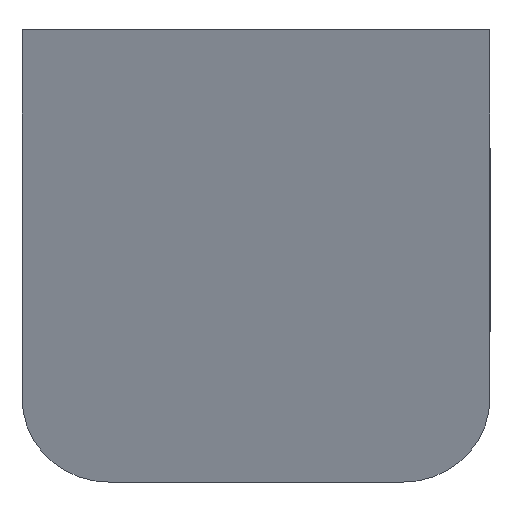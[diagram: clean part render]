
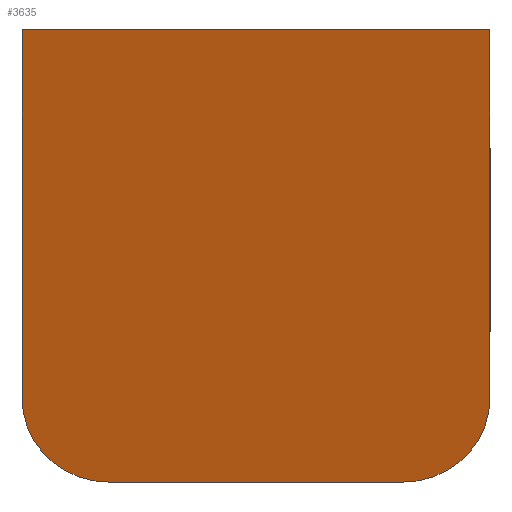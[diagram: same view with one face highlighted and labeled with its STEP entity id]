
A CAD part, front view. The second image highlights one B-rep face of the part: STEP entity #3635.
In plain terms, the highlighted planar face has unit normal (0, -0.961, -0.276).
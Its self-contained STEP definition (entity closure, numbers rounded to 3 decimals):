
#383=CIRCLE('',#3924,10.);
#385=CIRCLE('',#3928,10.);
#576=FACE_OUTER_BOUND('',#825,.T.);
#825=EDGE_LOOP('',(#2630,#2631,#2632,#2633,#2634,#2635));
#1127=LINE('',#5760,#1377);
#1130=LINE('',#5766,#1380);
#1131=LINE('',#5768,#1381);
#1132=LINE('',#5770,#1382);
#1377=VECTOR('',#4519,10.);
#1380=VECTOR('',#4524,10.);
#1381=VECTOR('',#4525,10.);
#1382=VECTOR('',#4526,10.);
#1722=VERTEX_POINT('',#5750);
#1723=VERTEX_POINT('',#5751);
#1726=VERTEX_POINT('',#5759);
#1728=VERTEX_POINT('',#5765);
#1729=VERTEX_POINT('',#5767);
#1730=VERTEX_POINT('',#5769);
#2074=EDGE_CURVE('',#1722,#1723,#383,.T.);
#2078=EDGE_CURVE('',#1723,#1726,#1127,.T.);
#2081=EDGE_CURVE('',#1722,#1728,#1130,.T.);
#2082=EDGE_CURVE('',#1728,#1729,#1131,.T.);
#2083=EDGE_CURVE('',#1729,#1730,#1132,.T.);
#2084=EDGE_CURVE('',#1726,#1730,#385,.T.);
#2630=ORIENTED_EDGE('',*,*,#2074,.F.);
#2631=ORIENTED_EDGE('',*,*,#2081,.T.);
#2632=ORIENTED_EDGE('',*,*,#2082,.T.);
#2633=ORIENTED_EDGE('',*,*,#2083,.T.);
#2634=ORIENTED_EDGE('',*,*,#2084,.F.);
#2635=ORIENTED_EDGE('',*,*,#2078,.F.);
#3567=PLANE('',#3927);
#3635=ADVANCED_FACE('',(#576),#3567,.T.);
#3924=AXIS2_PLACEMENT_3D('',#5752,#4511,#4512);
#3927=AXIS2_PLACEMENT_3D('',#5764,#4522,#4523);
#3928=AXIS2_PLACEMENT_3D('',#5771,#4527,#4528);
#4511=DIRECTION('center_axis',(0.,0.961,0.276));
#4512=DIRECTION('ref_axis',(0.707,0.195,-0.68));
#4519=DIRECTION('',(-1.,0.,0.));
#4522=DIRECTION('center_axis',(0.,-0.961,-0.276));
#4523=DIRECTION('ref_axis',(0.,-0.276,0.961));
#4524=DIRECTION('',(0.,-0.276,0.961));
#4525=DIRECTION('',(-1.,0.,0.));
#4526=DIRECTION('',(0.,0.276,-0.961));
#4527=DIRECTION('center_axis',(0.,0.961,0.276));
#4528=DIRECTION('ref_axis',(-0.707,0.195,-0.68));
#5750=CARTESIAN_POINT('',(0.,-0.602,-42.296));
#5751=CARTESIAN_POINT('',(-10.,2.154,-51.908));
#5752=CARTESIAN_POINT('Origin',(-10.,-0.602,-42.296));
#5759=CARTESIAN_POINT('',(-43.72,2.154,-51.908));
#5760=CARTESIAN_POINT('',(0.,2.154,-51.908));
#5764=CARTESIAN_POINT('Origin',(0.,2.154,-51.908));
#5765=CARTESIAN_POINT('',(0.,-12.73,0.));
#5766=CARTESIAN_POINT('',(0.,2.154,-51.908));
#5767=CARTESIAN_POINT('',(-53.72,-12.73,0.));
#5768=CARTESIAN_POINT('',(0.,-12.73,0.));
#5769=CARTESIAN_POINT('',(-53.72,-0.602,-42.296));
#5770=CARTESIAN_POINT('',(-53.72,-1.476,-39.249));
#5771=CARTESIAN_POINT('Origin',(-43.72,-0.602,-42.296));
